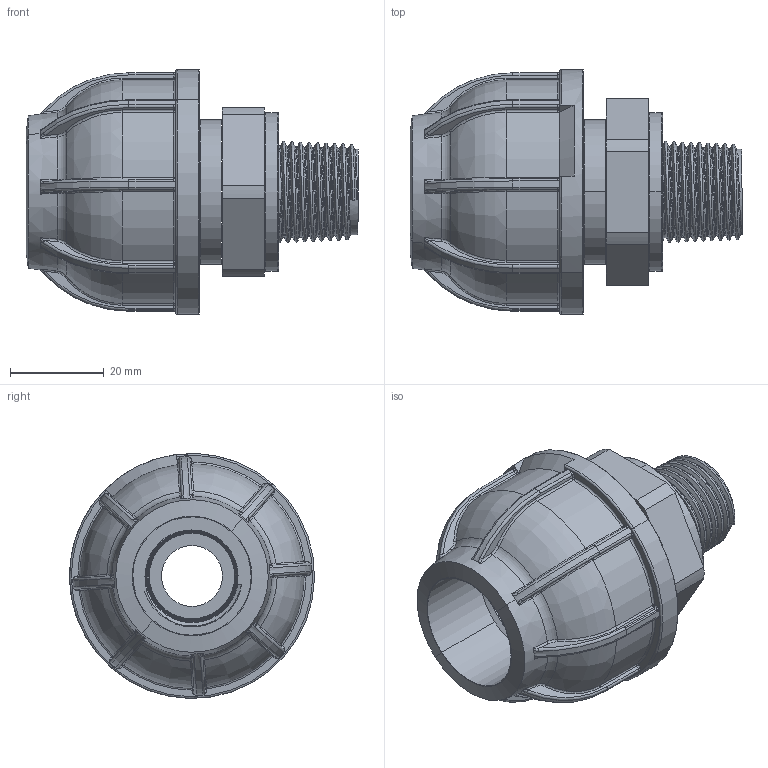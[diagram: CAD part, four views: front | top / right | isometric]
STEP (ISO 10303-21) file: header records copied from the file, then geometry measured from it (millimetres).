
FILE_DESCRIPTION (( 'STEP AP203' ), '1' );
FILE_NAME ('R203.025.012.step', '2013-11-19T09:05:02', ( 'Alusic' ), ( 'Alusic' ), 'SwSTEP 2.0', 'SolidWorks 2011', '' );
FILE_SCHEMA (( 'CONFIG_CONTROL_DESIGN' ));
Length unit declared in the file: millimetre
Products named in the file (1): R203.025.012
Bounding box: 71 x 52.39 x 52.39 mm (x, y, z)
Surface area: 21740.6 mm2 (no closed solid volume)
Topology: 0 solids, 4 shells, 614 faces, 2017 edges, 1302 vertices
Faces by surface type: cylinder 169, torus 140, bspline 130, plane 119, cone 30, sphere 26
Entity records: 37620 total; most frequent: CARTESIAN_POINT 21845, ORIENTED_EDGE 3469, DIRECTION 2958, EDGE_CURVE 2005, VERTEX_POINT 1298, AXIS2_PLACEMENT_3D 1292, CIRCLE 807, B_SPLINE_CURVE_WITH_KNOTS 770
